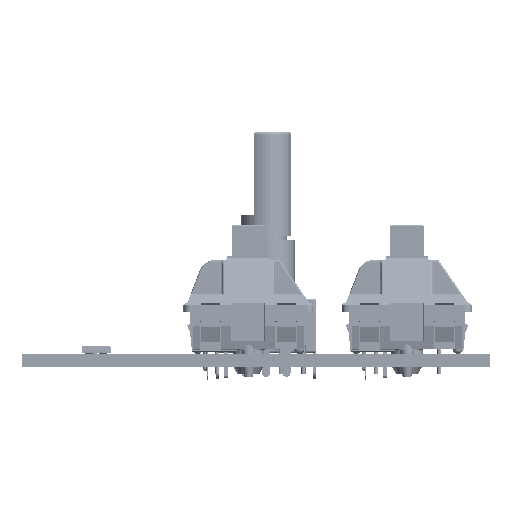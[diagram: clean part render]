
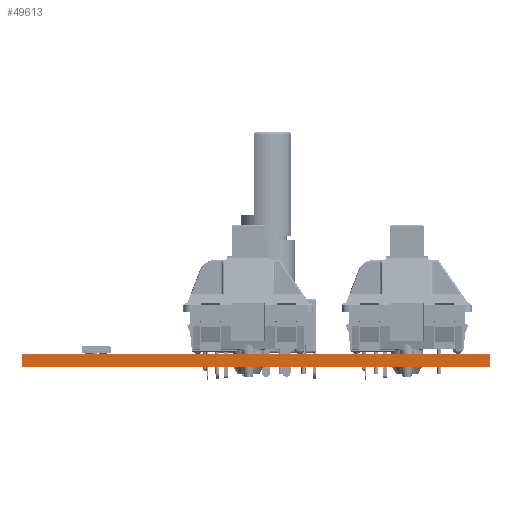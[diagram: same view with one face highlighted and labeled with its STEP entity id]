
A CAD part, left-side view. The second image highlights one B-rep face of the part: STEP entity #49613.
In plain terms, the highlighted planar face has unit normal (-1, 0, 0).
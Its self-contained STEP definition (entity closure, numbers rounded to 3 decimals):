
#49557 = VERTEX_POINT('',#49558);
#49558 = CARTESIAN_POINT('',(68.,-108.,1.51));
#49564 = EDGE_CURVE('',#49565,#49557,#49567,.T.);
#49565 = VERTEX_POINT('',#49566);
#49566 = CARTESIAN_POINT('',(68.,-108.,0.));
#49567 = LINE('',#49568,#49569);
#49568 = CARTESIAN_POINT('',(68.,-108.,0.));
#49569 = VECTOR('',#49570,1.);
#49570 = DIRECTION('',(0.,0.,1.));
#49613 = ADVANCED_FACE('',(#49614),#49639,.T.);
#49614 = FACE_BOUND('',#49615,.T.);
#49615 = EDGE_LOOP('',(#49616,#49617,#49625,#49633));
#49616 = ORIENTED_EDGE('',*,*,#49564,.T.);
#49617 = ORIENTED_EDGE('',*,*,#49618,.T.);
#49618 = EDGE_CURVE('',#49557,#49619,#49621,.T.);
#49619 = VERTEX_POINT('',#49620);
#49620 = CARTESIAN_POINT('',(68.,-51.8,1.51));
#49621 = LINE('',#49622,#49623);
#49622 = CARTESIAN_POINT('',(68.,-108.,1.51));
#49623 = VECTOR('',#49624,1.);
#49624 = DIRECTION('',(0.,1.,0.));
#49625 = ORIENTED_EDGE('',*,*,#49626,.F.);
#49626 = EDGE_CURVE('',#49627,#49619,#49629,.T.);
#49627 = VERTEX_POINT('',#49628);
#49628 = CARTESIAN_POINT('',(68.,-51.8,0.));
#49629 = LINE('',#49630,#49631);
#49630 = CARTESIAN_POINT('',(68.,-51.8,0.));
#49631 = VECTOR('',#49632,1.);
#49632 = DIRECTION('',(0.,0.,1.));
#49633 = ORIENTED_EDGE('',*,*,#49634,.F.);
#49634 = EDGE_CURVE('',#49565,#49627,#49635,.T.);
#49635 = LINE('',#49636,#49637);
#49636 = CARTESIAN_POINT('',(68.,-108.,0.));
#49637 = VECTOR('',#49638,1.);
#49638 = DIRECTION('',(0.,1.,0.));
#49639 = PLANE('',#49640);
#49640 = AXIS2_PLACEMENT_3D('',#49641,#49642,#49643);
#49641 = CARTESIAN_POINT('',(68.,-108.,0.));
#49642 = DIRECTION('',(-1.,0.,0.));
#49643 = DIRECTION('',(0.,1.,0.));
